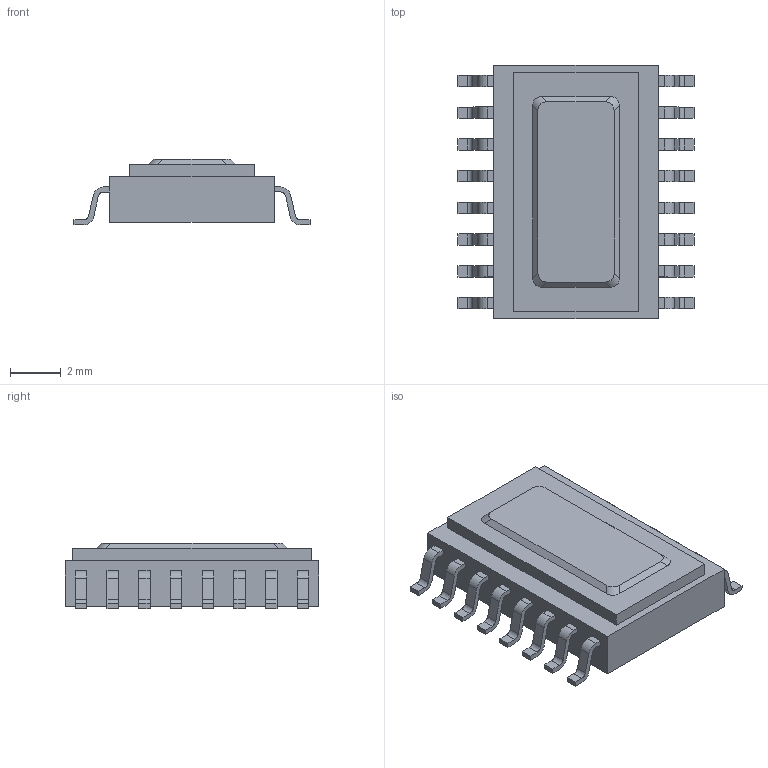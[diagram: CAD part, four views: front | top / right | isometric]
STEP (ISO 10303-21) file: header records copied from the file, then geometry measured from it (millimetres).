
FILE_DESCRIPTION (( 'STEP AP214' ), '1' );
FILE_NAME ('401.16-3.STEP', '2020-06-22T06:41:01', ( '' ), ( '' ), 'SwSTEP 2.0', 'SolidWorks 2018', '' );
FILE_SCHEMA (( 'AUTOMOTIVE_DESIGN' ));
Length unit declared in the file: millimetre
Products named in the file (1): 401.16-3
Bounding box: 9.3 x 10 x 2.6 mm (x, y, z)
Volume: 148 mm3; surface area: 252.9 mm2
Topology: 1 solids, 1 shells, 228 faces, 624 edges, 416 vertices
Faces by surface type: plane 160, cylinder 68
Entity records: 9738 total; most frequent: CARTESIAN_POINT 1293, ORIENTED_EDGE 1248, DIRECTION 1202, EDGE_CURVE 624, VECTOR 488, LINE 488, VERTEX_POINT 416, AXIS2_PLACEMENT_3D 357
